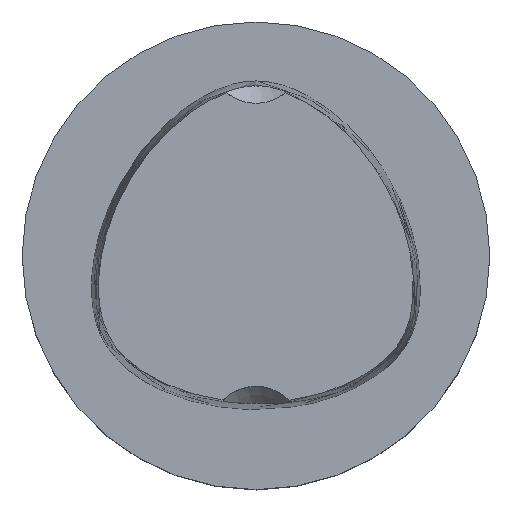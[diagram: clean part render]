
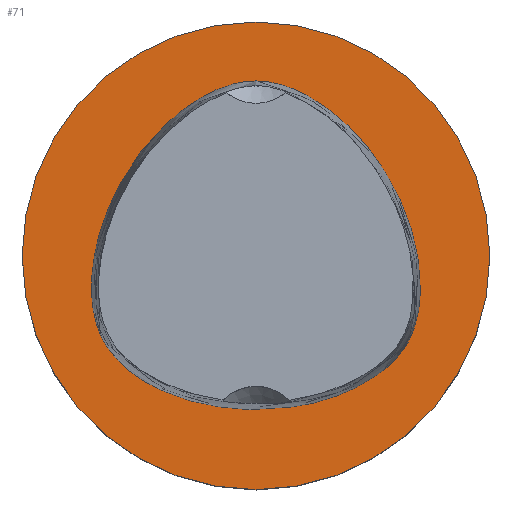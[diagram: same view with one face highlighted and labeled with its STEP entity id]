
A CAD part, top view. The second image highlights one B-rep face of the part: STEP entity #71.
In plain terms, the highlighted planar face has unit normal (0, 0, 1).
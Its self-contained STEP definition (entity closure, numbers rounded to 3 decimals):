
#71=ADVANCED_FACE('240[2]',(#183,#184),#185,.T.);
#87=EDGE_CURVE('240[2]',#209,#209,#210,.T.);
#126=EDGE_CURVE('240[2]',#263,#263,#264,.T.);
#183=FACE_BOUND('',#356,.T.);
#184=FACE_OUTER_BOUND('',#357,.T.);
#185=PLANE('',#358);
#209=VERTEX_POINT('',#424);
#210=B_SPLINE_CURVE_WITH_KNOTS('',3,(#425,#426,#427,#428,#429,#430,#431,#432,#433,#434,#435,#436,#437,#438,#439,#440,#441,#442,#443,#444,#445,#446,#447,#448,#449,#450,#451,#452,#453,#454,#455,#456,#457,#458,#459,#460,#461,#462,#463,#464,#465,#466,#467,#468,#469,#470,#471,#472,#473,#474),.UNSPECIFIED.,.T.,.F.,(4,2,2,2,2,2,2,2,2,2,2,2,2,2,2,2,2,2,2,2,2,2,2,2,4),(0.0,10.573,15.48,17.942,19.829,22.281,24.781,27.037,28.014,28.819,29.843,30.934,31.673,32.141,33.291,33.736,34.269,34.957,35.613,36.174,36.854,37.682,38.191,38.626,39.537),.UNSPECIFIED.);
#263=VERTEX_POINT('',#1538);
#264=CIRCLE('',#1539,24.99);
#356=EDGE_LOOP('',(#1600));
#357=EDGE_LOOP('',(#1601));
#358=AXIS2_PLACEMENT_3D('',#1602,#1603,#1604);
#424=CARTESIAN_POINT('',(0.001,18.694,0.0));
#425=CARTESIAN_POINT('',(-13.909,8.803,0.0));
#426=CARTESIAN_POINT('',(-12.072,11.81,0.));
#427=CARTESIAN_POINT('',(-9.843,14.131,0.));
#428=CARTESIAN_POINT('',(-6.472,16.593,0.));
#429=CARTESIAN_POINT('',(-4.888,17.605,0.));
#430=CARTESIAN_POINT('',(-2.138,18.483,0.));
#431=CARTESIAN_POINT('',(-0.77,18.787,0.));
#432=CARTESIAN_POINT('',(1.824,18.573,0.));
#433=CARTESIAN_POINT('',(2.923,18.261,0.));
#434=CARTESIAN_POINT('',(5.187,17.353,0.));
#435=CARTESIAN_POINT('',(6.786,16.493,0.));
#436=CARTESIAN_POINT('',(10.302,13.593,0.));
#437=CARTESIAN_POINT('',(12.34,11.451,0.));
#438=CARTESIAN_POINT('',(15.661,5.856,0.));
#439=CARTESIAN_POINT('',(16.894,2.718,0.));
#440=CARTESIAN_POINT('',(17.577,-2.023,0.));
#441=CARTESIAN_POINT('',(17.719,-3.988,0.));
#442=CARTESIAN_POINT('',(17.044,-7.733,0.));
#443=CARTESIAN_POINT('',(16.524,-8.83,0.));
#444=CARTESIAN_POINT('',(15.285,-10.766,0.));
#445=CARTESIAN_POINT('',(14.438,-11.601,0.));
#446=CARTESIAN_POINT('',(12.573,-13.065,0.));
#447=CARTESIAN_POINT('',(11.063,-14.051,0.));
#448=CARTESIAN_POINT('',(7.23,-15.495,0.));
#449=CARTESIAN_POINT('',(5.767,-15.86,0.));
#450=CARTESIAN_POINT('',(3.667,-16.19,0.));
#451=CARTESIAN_POINT('',(2.925,-16.258,0.));
#452=CARTESIAN_POINT('',(0.351,-16.494,0.));
#453=CARTESIAN_POINT('',(-0.366,-16.492,0.));
#454=CARTESIAN_POINT('',(-2.635,-16.288,0.));
#455=CARTESIAN_POINT('',(-3.34,-16.216,0.));
#456=CARTESIAN_POINT('',(-4.42,-16.076,0.));
#457=CARTESIAN_POINT('',(-5.819,-15.878,0.));
#458=CARTESIAN_POINT('',(-9.946,-14.6,0.));
#459=CARTESIAN_POINT('',(-11.759,-13.642,0.));
#460=CARTESIAN_POINT('',(-14.601,-11.51,0.));
#461=CARTESIAN_POINT('',(-15.444,-10.519,0.));
#462=CARTESIAN_POINT('',(-16.547,-8.746,0.));
#463=CARTESIAN_POINT('',(-17.032,-7.685,0.));
#464=CARTESIAN_POINT('',(-17.687,-4.345,0.));
#465=CARTESIAN_POINT('',(-17.626,-2.617,0.));
#466=CARTESIAN_POINT('',(-17.222,0.688,0.));
#467=CARTESIAN_POINT('',(-16.782,2.423,0.));
#468=CARTESIAN_POINT('',(-15.851,5.014,0.));
#469=CARTESIAN_POINT('',(-15.503,5.801,0.));
#470=CARTESIAN_POINT('',(-14.903,7.046,0.));
#471=CARTESIAN_POINT('',(-14.72,7.384,0.));
#472=CARTESIAN_POINT('',(-14.265,8.22,0.));
#473=CARTESIAN_POINT('',(-14.068,8.544,0.));
#474=CARTESIAN_POINT('',(-13.909,8.803,0.0));
#1538=CARTESIAN_POINT('',(0.,24.99,0.));
#1539=AXIS2_PLACEMENT_3D('',#1687,#1688,#1689);
#1600=ORIENTED_EDGE('',*,*,#87,.T.);
#1601=ORIENTED_EDGE('',*,*,#126,.F.);
#1602=CARTESIAN_POINT('',(0.,12.495,0.));
#1603=DIRECTION('',(0.,0.,1.0));
#1604=DIRECTION('',(1.0,0.,0.0));
#1687=CARTESIAN_POINT('',(0.0,0.0,0.0));
#1688=DIRECTION('',(0.,0.,-1.0));
#1689=DIRECTION('',(0.,1.0,0.));
